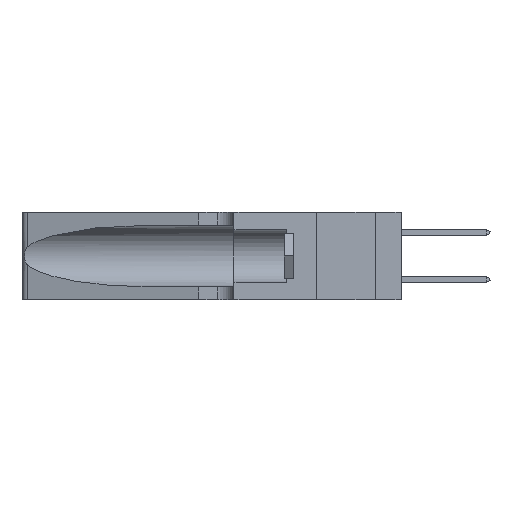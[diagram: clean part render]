
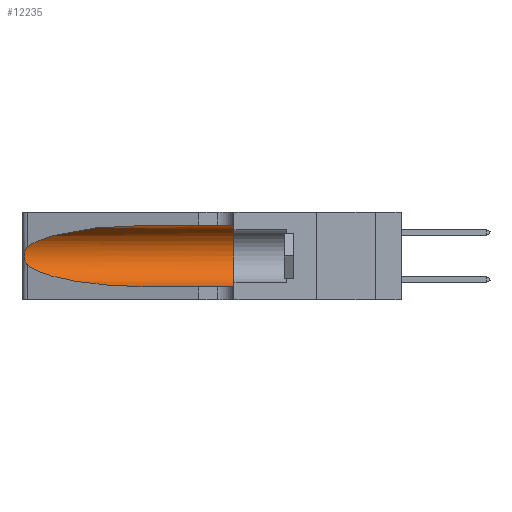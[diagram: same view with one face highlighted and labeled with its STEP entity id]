
A CAD part, left-side view. The second image highlights one B-rep face of the part: STEP entity #12235.
In plain terms, the highlighted cylindrical face has radius 3.308 mm (diameter 6.617 mm), a partial arc.
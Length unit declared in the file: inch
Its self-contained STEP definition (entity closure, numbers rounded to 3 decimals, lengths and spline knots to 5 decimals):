
#793 = B_SPLINE_CURVE_WITH_KNOTS ( 'NONE', 3,
 ( #17261, #13998, #4459, #6080, #7846, #12543, #10833, #18687, #1510, #4524, #20171, #10764, #11043, #14064 ),
 .UNSPECIFIED., .F., .F.,
 ( 4, 2, 2, 2, 2, 2, 4 ),
 ( 0., 0.00027, 0.00053, 0.00107, 0.0016, 0.00187, 0.00214 ),
 .UNSPECIFIED. ) ;
#967 = CARTESIAN_POINT ( 'NONE',  ( 0.1305, 0.72297, 0.05475 ) ) ;
#1510 = CARTESIAN_POINT ( 'NONE',  ( 0.26017, 1.23833, 0.17102 ) ) ;
#2205 = CARTESIAN_POINT ( 'NONE',  ( 0.25487, 1.22718, 0.22369 ) ) ;
#2486 = CARTESIAN_POINT ( 'NONE',  ( 0.18966, 0.96281, 0.31525 ) ) ;
#2854 = ORIENTED_EDGE ( 'NONE', *, *, #6980, .T. ) ;
#3260 = VERTEX_POINT ( 'NONE', #12101 ) ;
#3636 = EDGE_LOOP ( 'NONE', ( #19244, #3647, #2854, #19566, #10991, #12504 ) ) ;
#3647 = ORIENTED_EDGE ( 'NONE', *, *, #4450, .T. ) ;
#3681 = DIRECTION ( 'NONE',  ( 0., -1., 0. ) ) ;
#4450 = EDGE_CURVE ( 'NONE', #18269, #19985, #793, .T. ) ;
#4459 = CARTESIAN_POINT ( 'NONE',  ( 0.25639, 1.23184, 0.21858 ) ) ;
#4524 = CARTESIAN_POINT ( 'NONE',  ( 0.25856, 1.23593, 0.16098 ) ) ;
#4742 = DIRECTION ( 'NONE',  ( 0., -1., 0. ) ) ;
#6080 = CARTESIAN_POINT ( 'NONE',  ( 0.25787, 1.23484, 0.2124 ) ) ;
#6405 = LINE ( 'NONE', #18887, #14661 ) ;
#6418 = EDGE_CURVE ( 'NONE', #16889, #12988, #14658, .T. ) ;
#6641 = AXIS2_PLACEMENT_3D ( 'NONE', #11496, #3681, #8445 ) ;
#6980 = EDGE_CURVE ( 'NONE', #19985, #16889, #9571, .T. ) ;
#7184 = CARTESIAN_POINT ( 'NONE',  ( 0.25487, 1.22718, 0.22369 ) ) ;
#7324 = EDGE_CURVE ( 'NONE', #12331, #18269, #10586, .T. ) ;
#7832 = DIRECTION ( 'NONE',  ( 0., -1., 0. ) ) ;
#7846 = CARTESIAN_POINT ( 'NONE',  ( 0.25854, 1.2359, 0.20912 ) ) ;
#8445 = DIRECTION ( 'NONE',  ( 0., 0., -1. ) ) ;
#8723 = CARTESIAN_POINT ( 'NONE',  ( 0.1305, 0.72297, 0.31525 ) ) ;
#9571 =( BOUNDED_CURVE ( )  B_SPLINE_CURVE ( 3, ( #11447, #16179, #18016, #967 ),
 .UNSPECIFIED., .F., .T. ) 
 B_SPLINE_CURVE_WITH_KNOTS ( ( 4, 4 ),
 ( 3.44316, 4.71239 ),
 .UNSPECIFIED. ) 
 CURVE ( )  GEOMETRIC_REPRESENTATION_ITEM ( )  RATIONAL_B_SPLINE_CURVE ( ( 1., 0.87, 0.87, 1. ) ) 
 REPRESENTATION_ITEM ( '' )  );
#10586 =( BOUNDED_CURVE ( )  B_SPLINE_CURVE ( 3, ( #16386, #2486, #11669, #7184 ),
 .UNSPECIFIED., .F., .F. ) 
 B_SPLINE_CURVE_WITH_KNOTS ( ( 4, 4 ),
 ( 1.5708, 2.84003 ),
 .UNSPECIFIED. ) 
 CURVE ( )  GEOMETRIC_REPRESENTATION_ITEM ( )  RATIONAL_B_SPLINE_CURVE ( ( 1., 0.87, 0.87, 1. ) ) 
 REPRESENTATION_ITEM ( '' )  );
#10764 = CARTESIAN_POINT ( 'NONE',  ( 0.25639, 1.23186, 0.15144 ) ) ;
#10833 = CARTESIAN_POINT ( 'NONE',  ( 0.26075, 1.23896, 0.19203 ) ) ;
#10894 = CARTESIAN_POINT ( 'NONE',  ( 0.25487, 1.22718, 0.14631 ) ) ;
#10991 = ORIENTED_EDGE ( 'NONE', *, *, #20312, .F. ) ;
#11043 = CARTESIAN_POINT ( 'NONE',  ( 0.25555, 1.22993, 0.14849 ) ) ;
#11447 = CARTESIAN_POINT ( 'NONE',  ( 0.25487, 1.22718, 0.14631 ) ) ;
#11477 = EDGE_CURVE ( 'NONE', #12331, #3260, #6405, .T. ) ;
#11496 = CARTESIAN_POINT ( 'NONE',  ( 0.1305, 1.61858, 0.185 ) ) ;
#11605 = AXIS2_PLACEMENT_3D ( 'NONE', #11699, #14865, #16283 ) ;
#11669 = CARTESIAN_POINT ( 'NONE',  ( 0.2373, 1.15595, 0.28018 ) ) ;
#11699 = CARTESIAN_POINT ( 'NONE',  ( 0.1305, 0.35, 0.185 ) ) ;
#12101 = CARTESIAN_POINT ( 'NONE',  ( 0.1305, 0.35, 0.31525 ) ) ;
#12235 = ADVANCED_FACE ( 'NONE', ( #15122 ), #18301, .F. ) ;
#12331 = VERTEX_POINT ( 'NONE', #8723 ) ;
#12504 = ORIENTED_EDGE ( 'NONE', *, *, #11477, .F. ) ;
#12543 = CARTESIAN_POINT ( 'NONE',  ( 0.26018, 1.23835, 0.19895 ) ) ;
#12988 = VERTEX_POINT ( 'NONE', #13606 ) ;
#13606 = CARTESIAN_POINT ( 'NONE',  ( 0.1305, 0.35, 0.05475 ) ) ;
#13998 = CARTESIAN_POINT ( 'NONE',  ( 0.25555, 1.22994, 0.2215 ) ) ;
#14064 = CARTESIAN_POINT ( 'NONE',  ( 0.25487, 1.22718, 0.14631 ) ) ;
#14658 = LINE ( 'NONE', #20240, #19053 ) ;
#14661 = VECTOR ( 'NONE', #7832, 39.37008 ) ;
#14865 = DIRECTION ( 'NONE',  ( 0., 1., 0. ) ) ;
#15122 = FACE_OUTER_BOUND ( 'NONE', #3636, .T. ) ;
#15994 = CIRCLE ( 'NONE', #11605, 0.13025 ) ;
#16179 = CARTESIAN_POINT ( 'NONE',  ( 0.2373, 1.15595, 0.08982 ) ) ;
#16283 = DIRECTION ( 'NONE',  ( 0., 0., 1. ) ) ;
#16386 = CARTESIAN_POINT ( 'NONE',  ( 0.1305, 0.72297, 0.31525 ) ) ;
#16889 = VERTEX_POINT ( 'NONE', #19175 ) ;
#17261 = CARTESIAN_POINT ( 'NONE',  ( 0.25487, 1.22718, 0.22369 ) ) ;
#18016 = CARTESIAN_POINT ( 'NONE',  ( 0.18966, 0.96281, 0.05475 ) ) ;
#18269 = VERTEX_POINT ( 'NONE', #2205 ) ;
#18301 = CYLINDRICAL_SURFACE ( 'NONE', #6641, 0.13025 ) ;
#18687 = CARTESIAN_POINT ( 'NONE',  ( 0.26075, 1.23896, 0.178 ) ) ;
#18887 = CARTESIAN_POINT ( 'NONE',  ( 0.1305, 1.61858, 0.31525 ) ) ;
#19053 = VECTOR ( 'NONE', #4742, 39.37008 ) ;
#19175 = CARTESIAN_POINT ( 'NONE',  ( 0.1305, 0.72297, 0.05475 ) ) ;
#19244 = ORIENTED_EDGE ( 'NONE', *, *, #7324, .T. ) ;
#19566 = ORIENTED_EDGE ( 'NONE', *, *, #6418, .T. ) ;
#19985 = VERTEX_POINT ( 'NONE', #10894 ) ;
#20171 = CARTESIAN_POINT ( 'NONE',  ( 0.25789, 1.23486, 0.15765 ) ) ;
#20240 = CARTESIAN_POINT ( 'NONE',  ( 0.1305, 1.61858, 0.05475 ) ) ;
#20312 = EDGE_CURVE ( 'NONE', #3260, #12988, #15994, .T. ) ;
